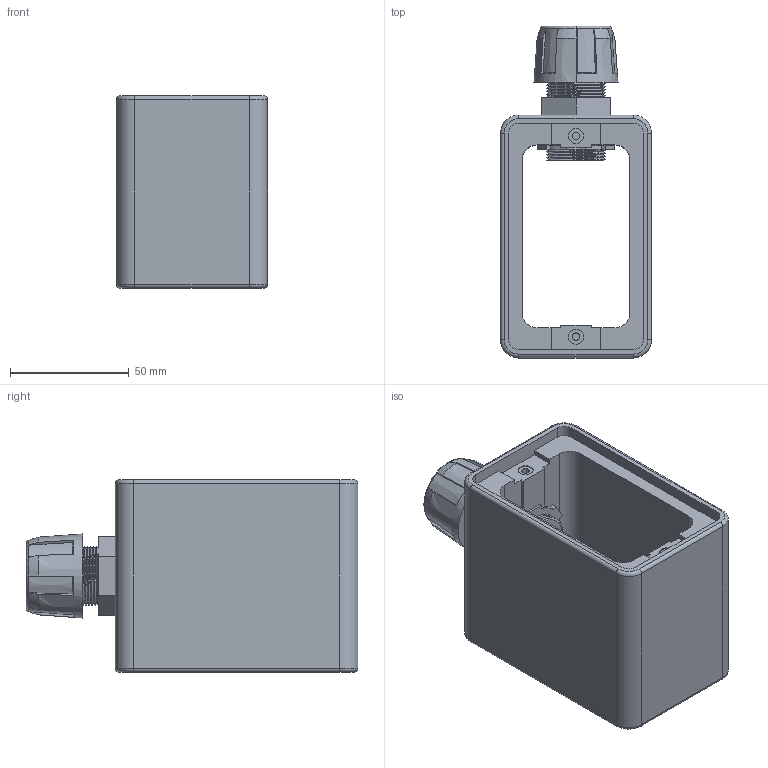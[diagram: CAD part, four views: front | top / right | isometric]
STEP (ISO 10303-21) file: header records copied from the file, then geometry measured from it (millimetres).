
FILE_DESCRIPTION (( 'STEP AP214' ), '1' );
FILE_NAME ('3059BRY.STEP', '2014-06-19T14:20:30', ( '' ), ( '' ), 'SwSTEP 2.0', 'SolidWorks 2013', '' );
FILE_SCHEMA (( 'AUTOMOTIVE_DESIGN' ));
Length unit declared in the file: inch
Products named in the file (1): 3059BRY
Bounding box: 63.5 x 139.45 x 80.77 mm (x, y, z)
Volume: 241744.9 mm3; surface area: 64866.1 mm2
Topology: 1 solids, 1 shells, 205 faces, 553 edges, 362 vertices
Faces by surface type: plane 98, cylinder 76, cone 16, torus 10, bspline 5
Entity records: 14307 total; most frequent: CARTESIAN_POINT 8020, ORIENTED_EDGE 1106, DIRECTION 1051, EDGE_CURVE 553, AXIS2_PLACEMENT_3D 363, VERTEX_POINT 362, VECTOR 325, LINE 325
